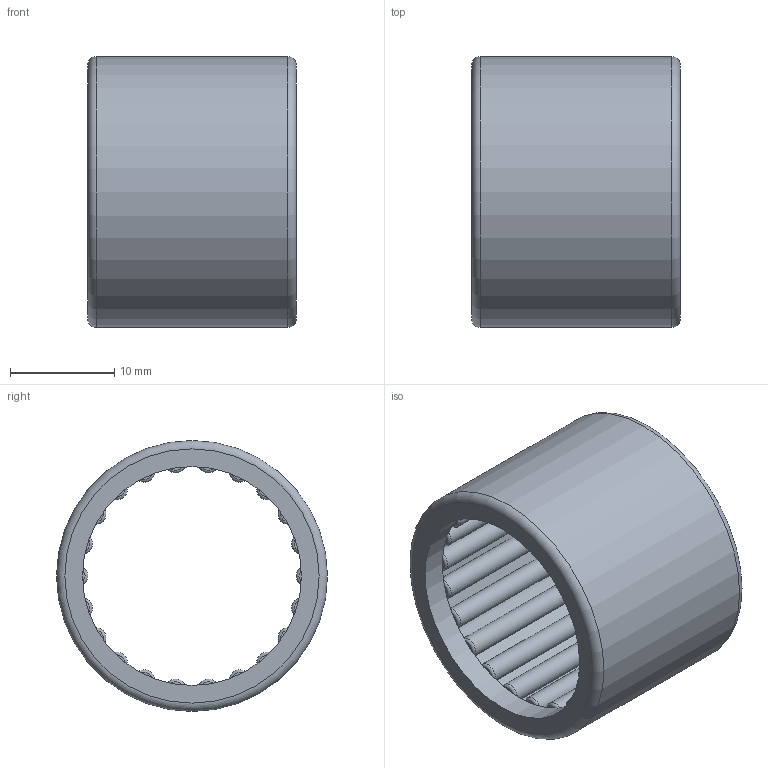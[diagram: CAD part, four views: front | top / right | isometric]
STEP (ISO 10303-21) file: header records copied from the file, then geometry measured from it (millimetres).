
FILE_DESCRIPTION( ( 'STEP AP203' ), ' ' );
FILE_NAME( 'HK 2020.stp', '2017-12-15T14:33:46', ( '' ), ( '' ), ' ', 'PARTsolutions', ' ' );
FILE_SCHEMA( ( 'CONFIG_CONTROL_DESIGN' ) );
Length unit declared in the file: millimetre
Products named in the file (4): HK 2020; _HK 2020_PART1; _HK 2020_PART2; _HK 2020_PART3
Assembly tree (45 placements, depth 2):
  HK 2020
    _HK 2020_PART1
    _HK 2020_PART2  x22
    _HK 2020_PART3  x22
Bounding box: 20 x 26 x 26 mm (x, y, z)
Volume: 3100.5 mm3; surface area: 5841.9 mm2
Topology: 23 solids, 23 shells, 120 faces, 170 edges, 120 vertices
Faces by surface type: plane 48, torus 46, cylinder 26
Full cylindrical faces by diameter (mm): 2 x22, 21 x2, 24 x1, 26 x1
Entity records: 775 total; most frequent: DIRECTION 150, CARTESIAN_POINT 90, AXIS2_PLACEMENT_3D 75, PRODUCT_DEFINITION_SHAPE 49, CONTEXT_DEPENDENT_SHAPE_REPRESENTATION 45, ITEM_DEFINED_TRANSFORMATION 45, NEXT_ASSEMBLY_USAGE_OCCURRENCE 45, EDGE_LOOP 28
